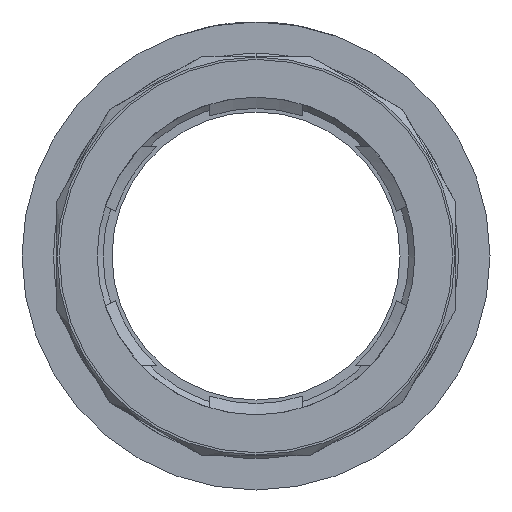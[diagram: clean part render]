
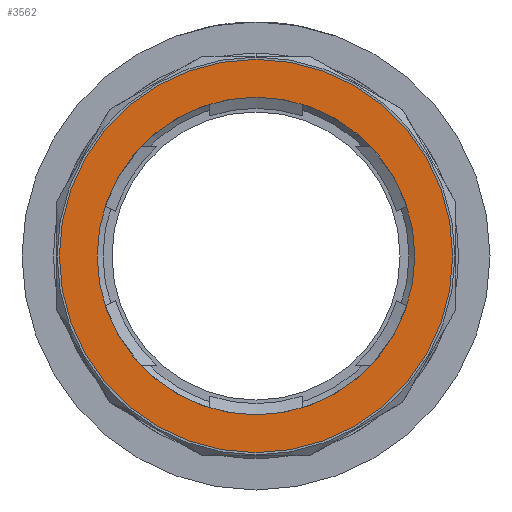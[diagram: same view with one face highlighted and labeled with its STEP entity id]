
A CAD part, front view. The second image highlights one B-rep face of the part: STEP entity #3562.
In plain terms, the highlighted planar face has unit normal (0, -1, 0).
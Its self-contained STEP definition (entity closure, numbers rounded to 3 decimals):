
#1994 = EDGE_CURVE ( 'NONE', #1995, #1996, #10484, .T. ) ;
#1995 = VERTEX_POINT ( 'NONE', #10475 ) ;
#1996 = VERTEX_POINT ( 'NONE', #10474 ) ;
#2030 = VERTEX_POINT ( 'NONE', #10537 ) ;
#2031 = VERTEX_POINT ( 'NONE', #10536 ) ;
#2058 = EDGE_CURVE ( 'NONE', #2030, #2031, #10550, .T. ) ;
#2076 = EDGE_CURVE ( 'NONE', #2031, #2030, #10579, .T. ) ;
#3541 = EDGE_LOOP ( 'NONE', ( #3542, #3543 ) ) ;
#3542 = ORIENTED_EDGE ( 'NONE', *, *, #2076, .T. ) ;
#3543 = ORIENTED_EDGE ( 'NONE', *, *, #2058, .T. ) ;
#3559 = EDGE_CURVE ( 'NONE', #1996, #1995, #14074, .T. ) ;
#3562 = ADVANCED_FACE ( 'NONE', ( #14070, #14069 ), #14068, .F. ) ;
#3563 = EDGE_LOOP ( 'NONE', ( #3564, #3565 ) ) ;
#3564 = ORIENTED_EDGE ( 'NONE', *, *, #1994, .F. ) ;
#3565 = ORIENTED_EDGE ( 'NONE', *, *, #3559, .F. ) ;
#10474 = CARTESIAN_POINT ( 'NONE',  ( 21.85, 0., 0. ) ) ;
#10475 = CARTESIAN_POINT ( 'NONE',  ( -21.85, 0., 0. ) ) ;
#10476 = DIRECTION ( 'NONE',  ( -1., 0., 0. ) ) ;
#10477 = DIRECTION ( 'NONE',  ( 0., 1., 0. ) ) ;
#10478 = CARTESIAN_POINT ( 'NONE',  ( 0., 0., 0. ) ) ;
#10479 = AXIS2_PLACEMENT_3D ( 'NONE', #10478, #10477, #10476 ) ;
#10484 = CIRCLE ( 'NONE', #10479, 21.85 ) ;
#10536 = CARTESIAN_POINT ( 'NONE',  ( -17.65, 0., 0. ) ) ;
#10537 = CARTESIAN_POINT ( 'NONE',  ( 17.65, 0., 0. ) ) ;
#10547 = DIRECTION ( 'NONE',  ( -1., 0., 0. ) ) ;
#10548 = DIRECTION ( 'NONE',  ( 0., 1., 0. ) ) ;
#10549 = AXIS2_PLACEMENT_3D ( 'NONE', #10556, #10548, #10547 ) ;
#10550 = CIRCLE ( 'NONE', #10549, 17.65 ) ;
#10556 = CARTESIAN_POINT ( 'NONE',  ( 0., 0., 0. ) ) ;
#10576 = DIRECTION ( 'NONE',  ( -1., 0., 0. ) ) ;
#10577 = DIRECTION ( 'NONE',  ( 0., 1., 0. ) ) ;
#10578 = AXIS2_PLACEMENT_3D ( 'NONE', #10585, #10577, #10576 ) ;
#10579 = CIRCLE ( 'NONE', #10578, 17.65 ) ;
#10585 = CARTESIAN_POINT ( 'NONE',  ( 0., 0., 0. ) ) ;
#14064 = DIRECTION ( 'NONE',  ( -1., 0., 0. ) ) ;
#14065 = DIRECTION ( 'NONE',  ( 0., 1., 0. ) ) ;
#14066 = CARTESIAN_POINT ( 'NONE',  ( 21.85, 0., 0. ) ) ;
#14067 = AXIS2_PLACEMENT_3D ( 'NONE', #14066, #14065, #14064 ) ;
#14068 = PLANE ( 'NONE',  #14067 ) ;
#14069 = FACE_BOUND ( 'NONE', #3541, .T. ) ;
#14070 = FACE_OUTER_BOUND ( 'NONE', #3563, .T. ) ;
#14071 = DIRECTION ( 'NONE',  ( -1., 0., 0. ) ) ;
#14072 = DIRECTION ( 'NONE',  ( 0., 1., 0. ) ) ;
#14073 = AXIS2_PLACEMENT_3D ( 'NONE', #14079, #14072, #14071 ) ;
#14074 = CIRCLE ( 'NONE', #14073, 21.85 ) ;
#14079 = CARTESIAN_POINT ( 'NONE',  ( 0., 0., 0. ) ) ;
